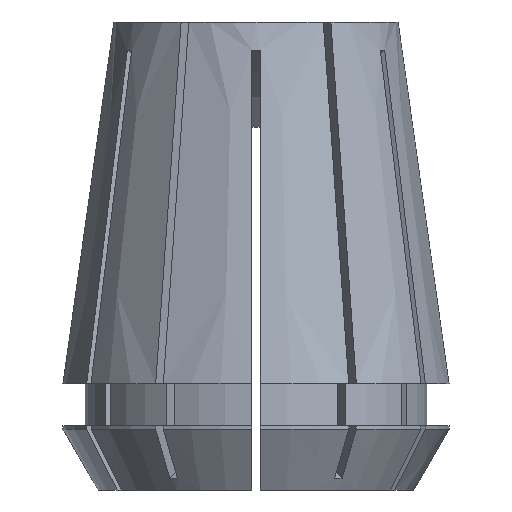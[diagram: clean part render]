
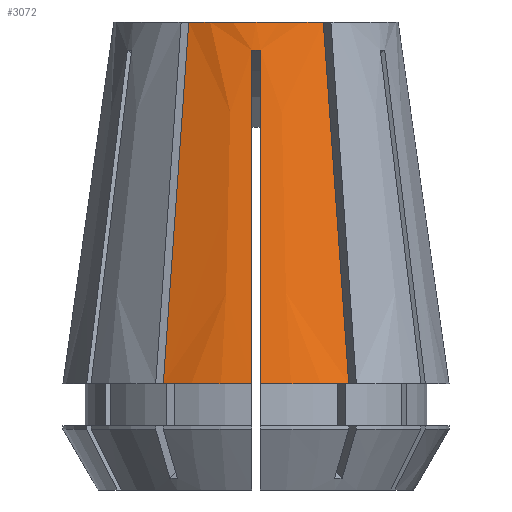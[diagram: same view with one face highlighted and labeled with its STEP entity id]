
A CAD part, front view. The second image highlights one B-rep face of the part: STEP entity #3072.
In plain terms, the highlighted conical face has half-angle 8 degrees and reference radius 16.5 mm.
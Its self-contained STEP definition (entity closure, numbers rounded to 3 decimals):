
#17 = ORIENTED_EDGE ( 'NONE', *, *, #2514, .T. ) ;
#40 = ORIENTED_EDGE ( 'NONE', *, *, #1905, .F. ) ;
#54 = VERTEX_POINT ( 'NONE', #3157 ) ;
#80 = CARTESIAN_POINT ( 'NONE',  ( -6.246, -11.569, -7.045 ) ) ;
#92 = CARTESIAN_POINT ( 'NONE',  ( -0.375, -13.825, -11.902 ) ) ;
#117 = DIRECTION ( 'NONE',  ( 0., 0., 1. ) ) ;
#146 = CARTESIAN_POINT ( 'NONE',  ( 6.246, -11.569, -7.045 ) ) ;
#160 = CARTESIAN_POINT ( 'NONE',  ( 0., 0., -30.9 ) ) ;
#161 = CARTESIAN_POINT ( 'NONE',  ( 7.695, -14.077, -27.645 ) ) ;
#243 = CIRCLE ( 'NONE', #1561, 16.5 ) ;
#322 = CARTESIAN_POINT ( 'NONE',  ( -5.751, -10.711, 0. ) ) ;
#384 = CARTESIAN_POINT ( 'NONE',  ( -6.742, -12.427, -14.091 ) ) ;
#396 = CARTESIAN_POINT ( 'NONE',  ( -7.237, -13.285, -21.136 ) ) ;
#451 = CARTESIAN_POINT ( 'NONE',  ( 5.751, -10.711, 0. ) ) ;
#464 = DIRECTION ( 'NONE',  ( 1., 0., 0. ) ) ;
#642 = CARTESIAN_POINT ( 'NONE',  ( -7.466, -13.681, -24.391 ) ) ;
#663 = CARTESIAN_POINT ( 'NONE',  ( -7.695, -14.077, -27.645 ) ) ;
#697 = CARTESIAN_POINT ( 'NONE',  ( -7.923, -14.474, -30.9 ) ) ;
#833 = CARTESIAN_POINT ( 'NONE',  ( 0., 0., -30.9 ) ) ;
#1064 = EDGE_LOOP ( 'NONE', ( #2242, #40, #3627, #17, #2341, #1383, #3954, #2479 ) ) ;
#1141 = DIRECTION ( 'NONE',  ( 1., 0., 0. ) ) ;
#1151 = CIRCLE ( 'NONE', #3024, 12.158 ) ;
#1217 = DIRECTION ( 'NONE',  ( -1., 0., 0. ) ) ;
#1219 = EDGE_CURVE ( 'NONE', #3807, #54, #3962, .T. ) ;
#1383 = ORIENTED_EDGE ( 'NONE', *, *, #1954, .T. ) ;
#1388 = CARTESIAN_POINT ( 'NONE',  ( -0.375, -12.49, -2.403 ) ) ;
#1484 = EDGE_CURVE ( 'NONE', #3805, #3233, #3624, .T. ) ;
#1515 = FACE_OUTER_BOUND ( 'NONE', #1064, .T. ) ;
#1561 = AXIS2_PLACEMENT_3D ( 'NONE', #833, #2960, #1141 ) ;
#1623 = VERTEX_POINT ( 'NONE', #3872 ) ;
#1678 = CARTESIAN_POINT ( 'NONE',  ( 6.742, -12.427, -14.091 ) ) ;
#1837 = CARTESIAN_POINT ( 'NONE',  ( 5.751, -10.711, 0. ) ) ;
#1905 = EDGE_CURVE ( 'NONE', #3807, #2720, #1151, .T. ) ;
#1931 = CARTESIAN_POINT ( 'NONE',  ( 0.375, -15.161, -21.401 ) ) ;
#1954 = EDGE_CURVE ( 'NONE', #3726, #3233, #2057, .T. ) ;
#1971 = CARTESIAN_POINT ( 'NONE',  ( 7.466, -13.681, -24.391 ) ) ;
#1973 = CARTESIAN_POINT ( 'NONE',  ( 0.125, -12.497, -2.399 ) ) ;
#2057 = B_SPLINE_CURVE_WITH_KNOTS ( 'NONE', 3,
 ( #2987, #2376, #1973, #2565 ),
 .UNSPECIFIED., .F., .F.,
 ( 4, 4 ),
 ( 0., 0.001 ),
 .UNSPECIFIED. ) ;
#2147 = CARTESIAN_POINT ( 'NONE',  ( -0.375, -16.496, -30.9 ) ) ;
#2185 = CARTESIAN_POINT ( 'NONE',  ( 0.375, -16.496, -30.9 ) ) ;
#2196 = CARTESIAN_POINT ( 'NONE',  ( -0.375, -12.49, -2.403 ) ) ;
#2220 = EDGE_CURVE ( 'NONE', #3179, #3726, #2688, .T. ) ;
#2242 = ORIENTED_EDGE ( 'NONE', *, *, #2787, .F. ) ;
#2265 = DIRECTION ( 'NONE',  ( 0., 0., 1. ) ) ;
#2269 = CARTESIAN_POINT ( 'NONE',  ( 7.923, -14.474, -30.9 ) ) ;
#2341 = ORIENTED_EDGE ( 'NONE', *, *, #2220, .T. ) ;
#2345 = B_SPLINE_CURVE_WITH_KNOTS ( 'NONE', 3,
 ( #451, #146, #1678, #3828, #1971, #161, #2269 ),
 .UNSPECIFIED., .F., .F.,
 ( 4, 3, 4 ),
 ( 0., 0.021, 0.031 ),
 .UNSPECIFIED. ) ;
#2376 = CARTESIAN_POINT ( 'NONE',  ( -0.125, -12.497, -2.399 ) ) ;
#2414 = CIRCLE ( 'NONE', #3069, 16.5 ) ;
#2479 = ORIENTED_EDGE ( 'NONE', *, *, #3688, .T. ) ;
#2488 = CARTESIAN_POINT ( 'NONE',  ( 0.375, -12.49, -2.403 ) ) ;
#2514 = EDGE_CURVE ( 'NONE', #54, #3179, #243, .T. ) ;
#2565 = CARTESIAN_POINT ( 'NONE',  ( 0.375, -12.49, -2.403 ) ) ;
#2577 = DIRECTION ( 'NONE',  ( 1., 0., 0. ) ) ;
#2688 = B_SPLINE_CURVE_WITH_KNOTS ( 'NONE', 3,
 ( #2818, #3124, #92, #2196 ),
 .UNSPECIFIED., .F., .F.,
 ( 4, 4 ),
 ( 0.024, 0.052 ),
 .UNSPECIFIED. ) ;
#2720 = VERTEX_POINT ( 'NONE', #1837 ) ;
#2728 = CARTESIAN_POINT ( 'NONE',  ( 0., 0., -30.9 ) ) ;
#2750 = CONICAL_SURFACE ( 'NONE', #2806, 16.5, 0.14 ) ;
#2787 = EDGE_CURVE ( 'NONE', #2720, #1623, #2345, .T. ) ;
#2806 = AXIS2_PLACEMENT_3D ( 'NONE', #2728, #3040, #1217 ) ;
#2818 = CARTESIAN_POINT ( 'NONE',  ( -0.375, -16.496, -30.9 ) ) ;
#2960 = DIRECTION ( 'NONE',  ( 0., 0., 1. ) ) ;
#2987 = CARTESIAN_POINT ( 'NONE',  ( -0.375, -12.49, -2.403 ) ) ;
#3024 = AXIS2_PLACEMENT_3D ( 'NONE', #3537, #117, #2577 ) ;
#3040 = DIRECTION ( 'NONE',  ( 0., 0., -1. ) ) ;
#3069 = AXIS2_PLACEMENT_3D ( 'NONE', #160, #2265, #464 ) ;
#3072 = ADVANCED_FACE ( 'NONE', ( #1515 ), #2750, .T. ) ;
#3124 = CARTESIAN_POINT ( 'NONE',  ( -0.375, -15.161, -21.401 ) ) ;
#3157 = CARTESIAN_POINT ( 'NONE',  ( -7.923, -14.474, -30.9 ) ) ;
#3179 = VERTEX_POINT ( 'NONE', #2147 ) ;
#3233 = VERTEX_POINT ( 'NONE', #2488 ) ;
#3537 = CARTESIAN_POINT ( 'NONE',  ( 0., 0., 0. ) ) ;
#3624 = B_SPLINE_CURVE_WITH_KNOTS ( 'NONE', 3,
 ( #2185, #1931, #3743, #3794 ),
 .UNSPECIFIED., .F., .F.,
 ( 4, 4 ),
 ( 0.024, 0.052 ),
 .UNSPECIFIED. ) ;
#3627 = ORIENTED_EDGE ( 'NONE', *, *, #1219, .T. ) ;
#3688 = EDGE_CURVE ( 'NONE', #3805, #1623, #2414, .T. ) ;
#3726 = VERTEX_POINT ( 'NONE', #1388 ) ;
#3743 = CARTESIAN_POINT ( 'NONE',  ( 0.375, -13.825, -11.902 ) ) ;
#3794 = CARTESIAN_POINT ( 'NONE',  ( 0.375, -12.49, -2.403 ) ) ;
#3805 = VERTEX_POINT ( 'NONE', #3900 ) ;
#3807 = VERTEX_POINT ( 'NONE', #3913 ) ;
#3828 = CARTESIAN_POINT ( 'NONE',  ( 7.237, -13.285, -21.136 ) ) ;
#3872 = CARTESIAN_POINT ( 'NONE',  ( 7.923, -14.474, -30.9 ) ) ;
#3900 = CARTESIAN_POINT ( 'NONE',  ( 0.375, -16.496, -30.9 ) ) ;
#3913 = CARTESIAN_POINT ( 'NONE',  ( -5.751, -10.711, 0. ) ) ;
#3954 = ORIENTED_EDGE ( 'NONE', *, *, #1484, .F. ) ;
#3962 = B_SPLINE_CURVE_WITH_KNOTS ( 'NONE', 3,
 ( #322, #80, #384, #396, #642, #663, #697 ),
 .UNSPECIFIED., .F., .F.,
 ( 4, 3, 4 ),
 ( 0., 0.021, 0.031 ),
 .UNSPECIFIED. ) ;
